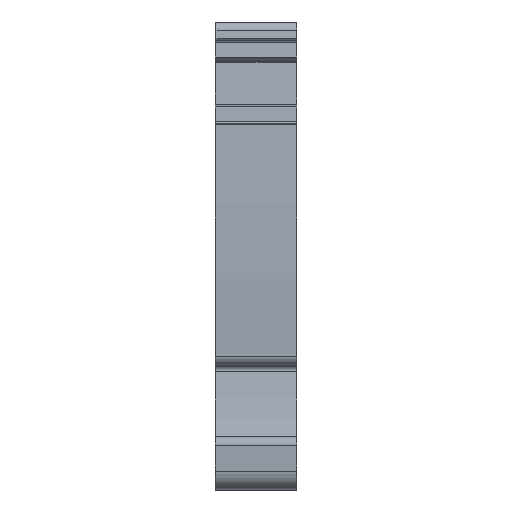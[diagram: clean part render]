
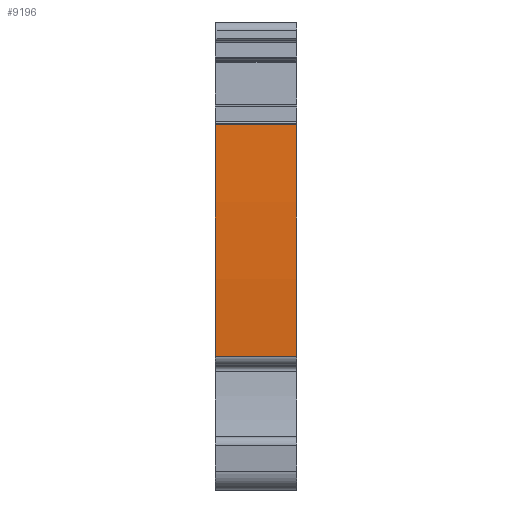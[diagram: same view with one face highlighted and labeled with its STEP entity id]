
A CAD part, front view. The second image highlights one B-rep face of the part: STEP entity #9196.
In plain terms, the highlighted cylindrical face has radius 180 mm (diameter 360 mm), a partial arc.
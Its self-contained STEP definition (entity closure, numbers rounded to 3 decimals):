
#7954=AXIS2_PLACEMENT_3D('Cylinder Axis2P3D',#7951,#7952,#7953) ;
#9182=AXIS2_PLACEMENT_3D('Circle Axis2P3D',#9180,#9181,$) ;
#9187=AXIS2_PLACEMENT_3D('Circle Axis2P3D',#9185,#9186,$) ;
#7951=CARTESIAN_POINT('Axis2P3D Location',(4.05,181.129,25.25)) ;
#9145=CARTESIAN_POINT('Line Origine',(4.05,1.481,36.509)) ;
#9149=CARTESIAN_POINT('Vertex',(0.,1.481,36.509)) ;
#9151=CARTESIAN_POINT('Vertex',(8.1,1.481,36.509)) ;
#9171=CARTESIAN_POINT('Line Origine',(4.05,1.52,13.384)) ;
#9175=CARTESIAN_POINT('Vertex',(0.,1.52,13.384)) ;
#9177=CARTESIAN_POINT('Vertex',(8.1,1.52,13.384)) ;
#9180=CARTESIAN_POINT('Axis2P3D Location',(8.1,181.129,25.25)) ;
#9185=CARTESIAN_POINT('Axis2P3D Location',(0.,181.129,25.25)) ;
#7952=DIRECTION('Axis2P3D Direction',(1.,0.,0.)) ;
#7953=DIRECTION('Axis2P3D XDirection',(0.,-0.993,0.115)) ;
#9146=DIRECTION('Vector Direction',(1.,0.,0.)) ;
#9172=DIRECTION('Vector Direction',(1.,0.,0.)) ;
#9181=DIRECTION('Axis2P3D Direction',(1.,0.,0.)) ;
#9186=DIRECTION('Axis2P3D Direction',(1.,0.,0.)) ;
#9147=VECTOR('Line Direction',#9146,1.) ;
#9173=VECTOR('Line Direction',#9172,1.) ;
#9191=ORIENTED_EDGE('',*,*,#9179,.T.) ;
#9192=ORIENTED_EDGE('',*,*,#9184,.F.) ;
#9193=ORIENTED_EDGE('',*,*,#9153,.F.) ;
#9194=ORIENTED_EDGE('',*,*,#9189,.F.) ;
#9196=ADVANCED_FACE('MLD',(#9195),#7955,.T.) ;
#9183=CIRCLE('generated circle',#9182,180.) ;
#9188=CIRCLE('generated circle',#9187,180.) ;
#7955=CYLINDRICAL_SURFACE('generated cylinder',#7954,180.) ;
#9153=EDGE_CURVE('',#9150,#9152,#9148,.T.) ;
#9179=EDGE_CURVE('',#9176,#9178,#9174,.T.) ;
#9184=EDGE_CURVE('',#9152,#9178,#9183,.T.) ;
#9189=EDGE_CURVE('',#9176,#9150,#9188,.F.) ;
#9190=EDGE_LOOP('',(#9191,#9192,#9193,#9194)) ;
#9195=FACE_OUTER_BOUND('',#9190,.T.) ;
#9148=LINE('Line',#9145,#9147) ;
#9174=LINE('Line',#9171,#9173) ;
#9150=VERTEX_POINT('',#9149) ;
#9152=VERTEX_POINT('',#9151) ;
#9176=VERTEX_POINT('',#9175) ;
#9178=VERTEX_POINT('',#9177) ;
